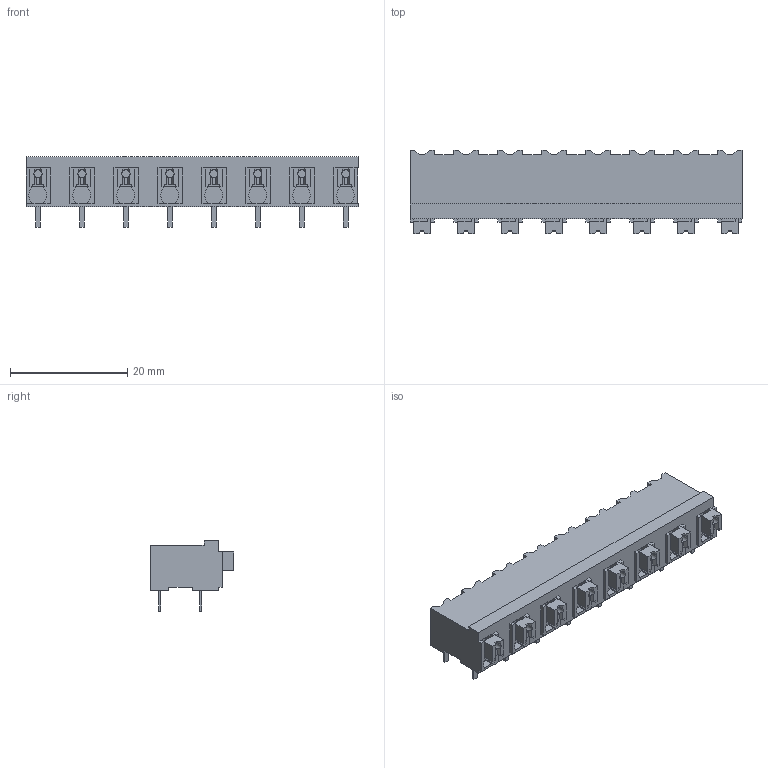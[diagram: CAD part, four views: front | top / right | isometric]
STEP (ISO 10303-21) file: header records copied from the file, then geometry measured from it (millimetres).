
FILE_DESCRIPTION(('CATIA V5 STEP Exchange','CAx-IF Rec.Pracs.--- Model Styling and Organization---1.2---2011-12-15'),'2;1');
FILE_NAME ('D1456815_0_1824940000_1824940000.stp','2018-03-15T10:09:28+00:00',('none'),('Weidmueller'),'CATIA Version 5-6 Release 2014','CATIA V5 STEP AP214','none');
FILE_SCHEMA(('AUTOMOTIVE_DESIGN { 1 0 10303 214 1 1 1 1 }'));
Length unit declared in the file: millimetre
Products named in the file (1): 1824940000
Bounding box: 56.63 x 14.3 x 12 mm (x, y, z)
Volume: 4772.8 mm3; surface area: 3774 mm2
Topology: 25 solids, 25 shells, 710 faces, 2049 edges, 1387 vertices
Faces by surface type: plane 646, cylinder 64
Entity records: 21042 total; most frequent: ORIENTED_EDGE 4098, CARTESIAN_POINT 3956, DIRECTION 2615, EDGE_CURVE 2049, VECTOR 1881, LINE 1881, VERTEX_POINT 1387, EDGE_LOOP 724
